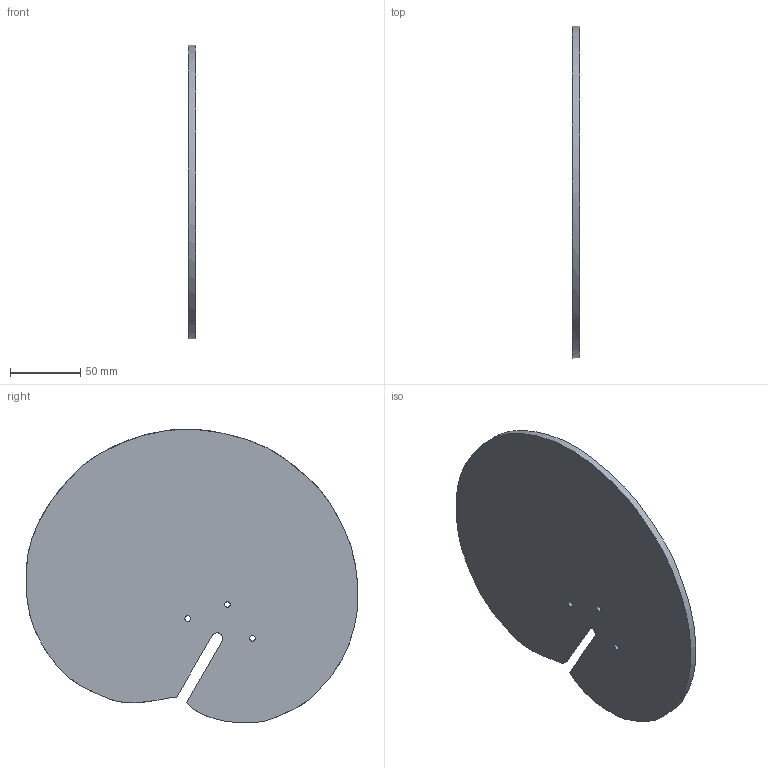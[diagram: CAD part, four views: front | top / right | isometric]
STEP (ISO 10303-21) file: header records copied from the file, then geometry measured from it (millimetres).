
FILE_DESCRIPTION(/* description */ (''),/* implementation_level */ '2;1');
FILE_NAME(/* name */ 'Oxygen Maker V2 Leva3 Entallada.step',/* time_stamp */ '2020-03-22T23:00:20+01:00',/* author */ (''),/* organization */ (''),/* preprocessor_version */ 'ST-DEVELOPER v18',/* originating_system */ 'Autodesk Translation Framework v8.12.0.6',/* authorisation */ '');
FILE_SCHEMA (('AUTOMOTIVE_DESIGN { 1 0 10303 214 3 1 1 }'));
Length unit declared in the file: millimetre
Products named in the file (1): Oxygen Maker V2
Bounding box: 5 x 236.43 x 209.35 mm (x, y, z)
Volume: 189760.7 mm3; surface area: 80849.3 mm2
Topology: 1 solids, 1 shells, 10 faces, 24 edges, 16 vertices
Faces by surface type: cylinder 4, plane 4, bspline 2
Full cylindrical faces by diameter (mm): 4 x3
Entity records: 1467 total; most frequent: CARTESIAN_POINT 1201, ORIENTED_EDGE 48, DIRECTION 44, EDGE_CURVE 24, AXIS2_PLACEMENT_3D 17, EDGE_LOOP 16, VERTEX_POINT 16, FACE_OUTER_BOUND 10
